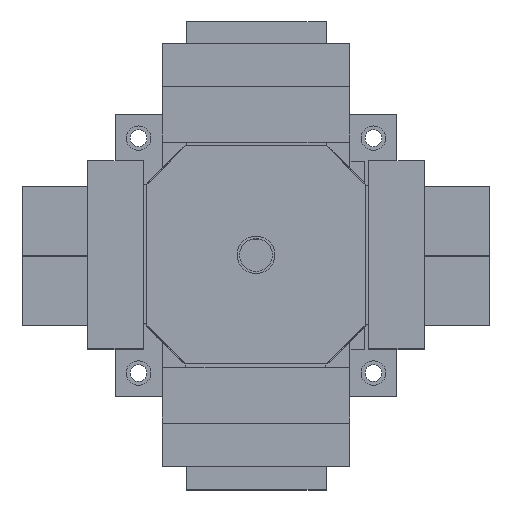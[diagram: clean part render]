
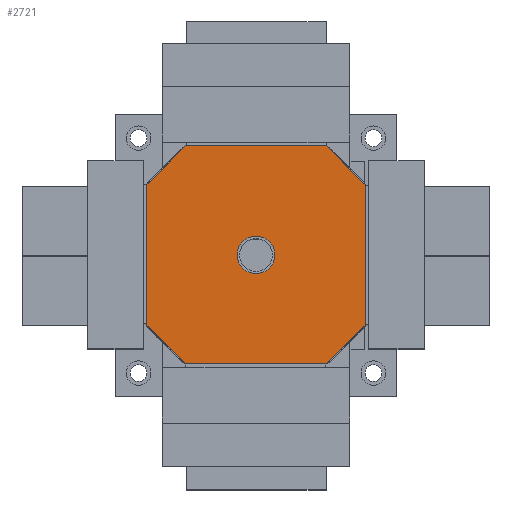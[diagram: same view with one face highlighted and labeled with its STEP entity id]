
A CAD part, top view. The second image highlights one B-rep face of the part: STEP entity #2721.
In plain terms, the highlighted planar face has unit normal (0, 0, 1).
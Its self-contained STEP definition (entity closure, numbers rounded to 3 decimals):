
#2721 = ADVANCED_FACE( '', ( #5830, #5831 ), #5832, .T. );
#5830 = FACE_BOUND( '', #9369, .T. );
#5831 = FACE_OUTER_BOUND( '', #9370, .T. );
#5832 = PLANE( '', #9371 );
#9369 = EDGE_LOOP( '', ( #23259 ) );
#9370 = EDGE_LOOP( '', ( #23260, #23261, #23262, #23263, #23264, #23265, #23266, #23267 ) );
#9371 = AXIS2_PLACEMENT_3D( '', #23268, #23269, #23270 );
#23259 = ORIENTED_EDGE( '', *, *, #27451, .F. );
#23260 = ORIENTED_EDGE( '', *, *, #27449, .F. );
#23261 = ORIENTED_EDGE( '', *, *, #27452, .T. );
#23262 = ORIENTED_EDGE( '', *, *, #27453, .F. );
#23263 = ORIENTED_EDGE( '', *, *, #27454, .T. );
#23264 = ORIENTED_EDGE( '', *, *, #27455, .F. );
#23265 = ORIENTED_EDGE( '', *, *, #27446, .T. );
#23266 = ORIENTED_EDGE( '', *, *, #27456, .F. );
#23267 = ORIENTED_EDGE( '', *, *, #27457, .T. );
#23268 = CARTESIAN_POINT( '', ( -116., -116., 500. ) );
#23269 = DIRECTION( '', ( 0., 0., 1. ) );
#23270 = DIRECTION( '', ( 1., 0., 0. ) );
#27446 = EDGE_CURVE( '', #33992, #33990, #33993, .T. );
#27449 = EDGE_CURVE( '', #33995, #33997, #33998, .T. );
#27451 = EDGE_CURVE( '', #34000, #34000, #34001, .T. );
#27452 = EDGE_CURVE( '', #33995, #34002, #34003, .T. );
#27453 = EDGE_CURVE( '', #34004, #34002, #34005, .T. );
#27454 = EDGE_CURVE( '', #34004, #34006, #34007, .T. );
#27455 = EDGE_CURVE( '', #33992, #34006, #34008, .T. );
#27456 = EDGE_CURVE( '', #34009, #33990, #34010, .T. );
#27457 = EDGE_CURVE( '', #34009, #33997, #34011, .T. );
#33990 = VERTEX_POINT( '', #47258 );
#33992 = VERTEX_POINT( '', #47261 );
#33993 = LINE( '', #47262, #47263 );
#33995 = VERTEX_POINT( '', #47266 );
#33997 = VERTEX_POINT( '', #47269 );
#33998 = LINE( '', #47270, #47271 );
#34000 = VERTEX_POINT( '', #47274 );
#34001 = CIRCLE( '', #47275, 20. );
#34002 = VERTEX_POINT( '', #47276 );
#34003 = LINE( '', #47277, #47278 );
#34004 = VERTEX_POINT( '', #47279 );
#34005 = LINE( '', #47280, #47281 );
#34006 = VERTEX_POINT( '', #47282 );
#34007 = LINE( '', #47283, #47284 );
#34008 = LINE( '', #47285, #47286 );
#34009 = VERTEX_POINT( '', #47287 );
#34010 = LINE( '', #47288, #47289 );
#34011 = LINE( '', #47290, #47291 );
#47258 = CARTESIAN_POINT( '', ( -116., -75., 500. ) );
#47261 = CARTESIAN_POINT( '', ( -116., 75., 500. ) );
#47262 = CARTESIAN_POINT( '', ( -116., 116., 500. ) );
#47263 = VECTOR( '', #51555, 1000. );
#47266 = CARTESIAN_POINT( '', ( 116., -75., 500. ) );
#47269 = CARTESIAN_POINT( '', ( 75., -116., 500. ) );
#47270 = CARTESIAN_POINT( '', ( 116., -75., 500. ) );
#47271 = VECTOR( '', #51558, 1000. );
#47274 = CARTESIAN_POINT( '', ( 14.142, 14.142, 500. ) );
#47275 = AXIS2_PLACEMENT_3D( '', #51560, #51561, #51562 );
#47276 = CARTESIAN_POINT( '', ( 116., 75., 500. ) );
#47277 = CARTESIAN_POINT( '', ( 116., -116., 500. ) );
#47278 = VECTOR( '', #51563, 1000. );
#47279 = CARTESIAN_POINT( '', ( 75., 116., 500. ) );
#47280 = CARTESIAN_POINT( '', ( 75., 116., 500. ) );
#47281 = VECTOR( '', #51564, 1000. );
#47282 = CARTESIAN_POINT( '', ( -75., 116., 500. ) );
#47283 = CARTESIAN_POINT( '', ( 116., 116., 500. ) );
#47284 = VECTOR( '', #51565, 1000. );
#47285 = CARTESIAN_POINT( '', ( -116., 75., 500. ) );
#47286 = VECTOR( '', #51566, 1000. );
#47287 = CARTESIAN_POINT( '', ( -75., -116., 500. ) );
#47288 = CARTESIAN_POINT( '', ( -75., -116., 500. ) );
#47289 = VECTOR( '', #51567, 1000. );
#47290 = CARTESIAN_POINT( '', ( -116., -116., 500. ) );
#47291 = VECTOR( '', #51568, 1000. );
#51555 = DIRECTION( '', ( 0., -1., 0. ) );
#51558 = DIRECTION( '', ( -0.707, -0.707, 0. ) );
#51560 = CARTESIAN_POINT( '', ( 0., 0., 500. ) );
#51561 = DIRECTION( '', ( 0., 0., 1. ) );
#51562 = DIRECTION( '', ( 0.707, 0.707, 0. ) );
#51563 = DIRECTION( '', ( 0., 1., 0. ) );
#51564 = DIRECTION( '', ( 0.707, -0.707, 0. ) );
#51565 = DIRECTION( '', ( -1., 0., 0. ) );
#51566 = DIRECTION( '', ( 0.707, 0.707, 0. ) );
#51567 = DIRECTION( '', ( -0.707, 0.707, 0. ) );
#51568 = DIRECTION( '', ( 1., 0., 0. ) );
